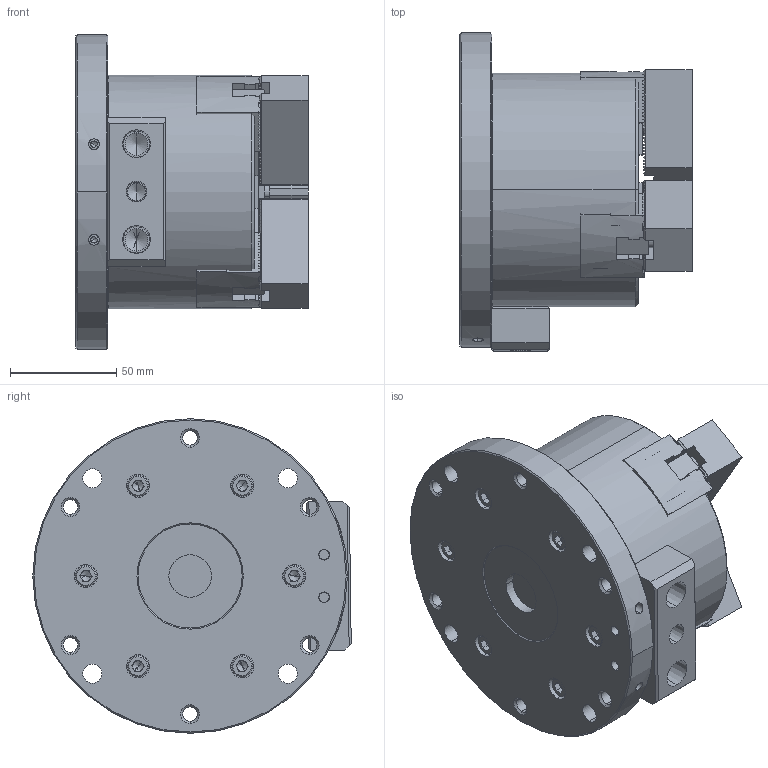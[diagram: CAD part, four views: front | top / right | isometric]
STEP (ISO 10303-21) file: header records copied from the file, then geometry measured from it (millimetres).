
FILE_DESCRIPTION (( 'STEP AP203' ), '1' );
FILE_NAME ('CF-SP-304.STEP', '2019-04-19T07:05:59', ( 'temp' ), ( '' ), 'SwSTEP 2.0', 'SolidWorks 2016', '' );
FILE_SCHEMA (( 'CONFIG_CONTROL_DESIGN' ));
Length unit declared in the file: millimetre
Products named in the file (16): 錐平頭六角孔螺栓_M3x6; CF-SP-304-01000; 圓頭內六角螺栓_M6x18; CF-SP-304-03000; 圓頭內六角螺栓_M6x30; CF-SP-304-07000; CF-SP-304-02000; CF-SP-304-08000; 圓頭內六角螺栓_M8x20; CF-3H-204-04000(T型塊); CF-SP-304-06000; SJ-04; CF-SU-308-07000; M6黃油嘴; CF-SP-304; 無頭六角孔螺絲_M6x4
Assembly tree (43 placements, depth 2):
  CF-SP-304
    CF-SP-304-01000
    CF-SP-304-03000  x3
    CF-SP-304-07000
    CF-SP-304-08000  x3
    CF-3H-204-04000(T型塊)  x3
    SJ-04  x3
    M6黃油嘴
    無頭六角孔螺絲_M6x4  x2
    錐平頭六角孔螺栓_M3x6  x9
    圓頭內六角螺栓_M6x18  x6
    圓頭內六角螺栓_M6x30  x2
    CF-SP-304-02000
    圓頭內六角螺栓_M8x20  x6
    CF-SP-304-06000
    CF-SU-308-07000
Bounding box: 109.25 x 149.8 x 148 mm (x, y, z)
Volume: 967250.2 mm3; surface area: 190372.6 mm2
Topology: 44 solids, 44 shells, 2447 faces, 6570 edges, 4205 vertices
Faces by surface type: plane 1537, cylinder 608, cone 280, torus 16, sphere 6
Entity records: 32787 total; most frequent: CARTESIAN_POINT 6153, ORIENTED_EDGE 5110, DIRECTION 4973, EDGE_CURVE 2555, LINE 1685, VECTOR 1685, VERTEX_POINT 1648, AXIS2_PLACEMENT_3D 1644
